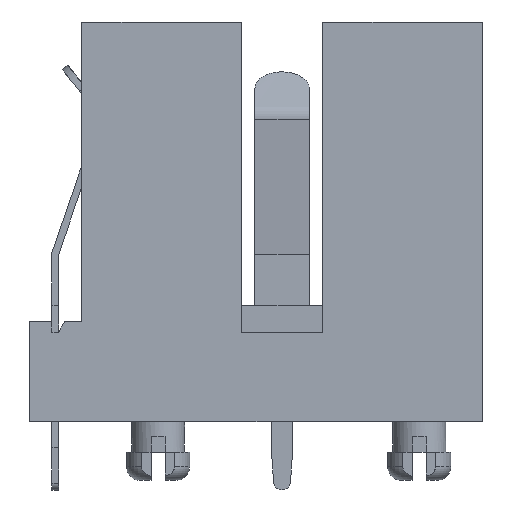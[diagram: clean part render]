
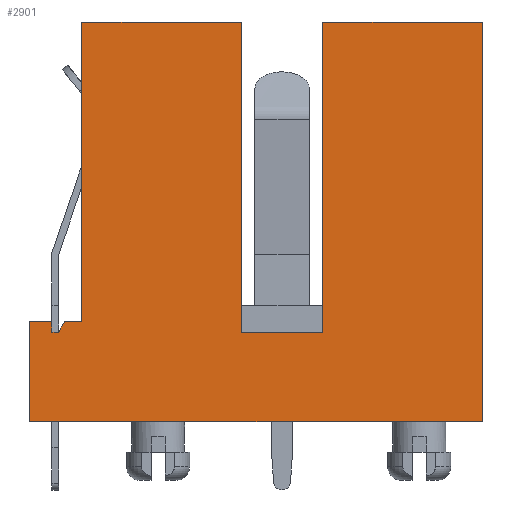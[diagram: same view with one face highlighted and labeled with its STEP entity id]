
A CAD part, front view. The second image highlights one B-rep face of the part: STEP entity #2901.
In plain terms, the highlighted planar face has unit normal (0, -1, 0).
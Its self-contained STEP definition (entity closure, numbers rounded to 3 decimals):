
#187=FACE_OUTER_BOUND($,#353,.T.);
#353=EDGE_LOOP($,(#2290,#2291,#2292,#2293,#2294,#2295,#2296,#2297,#2298,
#2299,#2300,#2301,#2302,#2303));
#507=LINE($,#4375,#839);
#513=LINE($,#4385,#845);
#514=LINE($,#4388,#846);
#522=LINE($,#4404,#854);
#529=LINE($,#4419,#861);
#533=LINE($,#4428,#865);
#536=LINE($,#4432,#868);
#539=LINE($,#4438,#871);
#552=LINE($,#4465,#884);
#555=LINE($,#4470,#887);
#579=LINE($,#4536,#911);
#586=LINE($,#4557,#918);
#588=LINE($,#4561,#920);
#595=LINE($,#4573,#927);
#839=VECTOR($,#3401,4.75);
#845=VECTOR($,#3411,18.11);
#846=VECTOR($,#3414,9.309);
#854=VECTOR($,#3424,17.475);
#861=VECTOR($,#3435,0.635);
#865=VECTOR($,#3441,0.733);
#868=VECTOR($,#3446,0.384);
#871=VECTOR($,#3451,1.295);
#884=VECTOR($,#3474,5.842);
#887=VECTOR($,#3479,1.002);
#911=VECTOR($,#3549,26.416);
#918=VECTOR($,#3568,18.11);
#920=VECTOR($,#3572,9.309);
#927=VECTOR($,#3581,23.317);
#1216=VERTEX_POINT($,#4372);
#1217=VERTEX_POINT($,#4374);
#1219=VERTEX_POINT($,#4383);
#1220=VERTEX_POINT($,#4387);
#1227=VERTEX_POINT($,#4402);
#1232=VERTEX_POINT($,#4416);
#1233=VERTEX_POINT($,#4418);
#1236=VERTEX_POINT($,#4425);
#1237=VERTEX_POINT($,#4427);
#1239=VERTEX_POINT($,#4436);
#1248=VERTEX_POINT($,#4463);
#1268=VERTEX_POINT($,#4534);
#1276=VERTEX_POINT($,#4556);
#1277=VERTEX_POINT($,#4560);
#1529=EDGE_CURVE($,#1217,#1216,#507,.T.);
#1535=EDGE_CURVE($,#1216,#1219,#513,.T.);
#1536=EDGE_CURVE($,#1219,#1220,#514,.T.);
#1544=EDGE_CURVE($,#1220,#1227,#522,.T.);
#1551=EDGE_CURVE($,#1233,#1232,#529,.T.);
#1555=EDGE_CURVE($,#1237,#1236,#533,.T.);
#1558=EDGE_CURVE($,#1236,#1233,#536,.T.);
#1561=EDGE_CURVE($,#1232,#1239,#539,.T.);
#1574=EDGE_CURVE($,#1239,#1248,#552,.T.);
#1577=EDGE_CURVE($,#1227,#1237,#555,.T.);
#1611=EDGE_CURVE($,#1268,#1248,#579,.T.);
#1621=EDGE_CURVE($,#1217,#1276,#586,.T.);
#1623=EDGE_CURVE($,#1276,#1277,#588,.T.);
#1630=EDGE_CURVE($,#1268,#1277,#595,.T.);
#2290=ORIENTED_EDGE($,*,*,#1611,.F.);
#2291=ORIENTED_EDGE($,*,*,#1630,.T.);
#2292=ORIENTED_EDGE($,*,*,#1623,.F.);
#2293=ORIENTED_EDGE($,*,*,#1621,.F.);
#2294=ORIENTED_EDGE($,*,*,#1529,.T.);
#2295=ORIENTED_EDGE($,*,*,#1535,.T.);
#2296=ORIENTED_EDGE($,*,*,#1536,.T.);
#2297=ORIENTED_EDGE($,*,*,#1544,.T.);
#2298=ORIENTED_EDGE($,*,*,#1577,.T.);
#2299=ORIENTED_EDGE($,*,*,#1555,.T.);
#2300=ORIENTED_EDGE($,*,*,#1558,.T.);
#2301=ORIENTED_EDGE($,*,*,#1551,.T.);
#2302=ORIENTED_EDGE($,*,*,#1561,.T.);
#2303=ORIENTED_EDGE($,*,*,#1574,.T.);
#2750=PLANE($,#3113);
#2901=ADVANCED_FACE($,(#187),#2750,.T.);
#3113=AXIS2_PLACEMENT_3D($,#4609,#3624,#3625);
#3401=DIRECTION($,(-1.,0.,0.));
#3411=DIRECTION($,(0.,0.,1.));
#3414=DIRECTION($,(-1.,0.,0.));
#3424=DIRECTION($,(0.,0.,-1.));
#3435=DIRECTION($,(0.,0.,1.));
#3441=DIRECTION($,(-0.5,0.,-0.866));
#3446=DIRECTION($,(-1.,0.,0.));
#3451=DIRECTION($,(-1.,0.,0.));
#3474=DIRECTION($,(0.,0.,-1.));
#3479=DIRECTION($,(-1.,0.,0.));
#3549=DIRECTION($,(-1.,0.,0.));
#3568=DIRECTION($,(0.,0.,1.));
#3572=DIRECTION($,(1.,0.,0.));
#3581=DIRECTION($,(0.,0.,1.));
#3624=DIRECTION('center_axis',(0.,-1.,0.));
#3625=DIRECTION('ref_axis',(1.,0.,0.));
#4372=CARTESIAN_POINT('',(-2.37,-2.713,5.207));
#4374=CARTESIAN_POINT('',(2.38,-2.713,5.207));
#4375=CARTESIAN_POINT($,(4.767,-2.713,5.207));
#4383=CARTESIAN_POINT('',(-2.37,-2.713,23.317));
#4385=CARTESIAN_POINT($,(-2.37,-2.713,0.));
#4387=CARTESIAN_POINT('',(-11.679,-2.713,23.317));
#4388=CARTESIAN_POINT($,(-2.37,-2.713,23.317));
#4402=CARTESIAN_POINT('',(-11.679,-2.713,5.842));
#4404=CARTESIAN_POINT($,(-11.679,-2.713,23.317));
#4416=CARTESIAN_POINT('',(-13.432,-2.713,5.842));
#4418=CARTESIAN_POINT('',(-13.432,-2.713,5.207));
#4419=CARTESIAN_POINT($,(-13.432,-2.713,4.381));
#4425=CARTESIAN_POINT('',(-13.048,-2.713,5.207));
#4427=CARTESIAN_POINT('',(-12.681,-2.713,5.842));
#4428=CARTESIAN_POINT($,(-13.562,-2.713,4.316));
#4432=CARTESIAN_POINT($,(-13.317,-2.713,5.207));
#4436=CARTESIAN_POINT('',(-14.727,-2.713,5.842));
#4438=CARTESIAN_POINT($,(-11.679,-2.713,5.842));
#4463=CARTESIAN_POINT('',(-14.727,-2.713,0.));
#4465=CARTESIAN_POINT($,(-14.727,-2.713,5.842));
#4470=CARTESIAN_POINT($,(-11.679,-2.713,5.842));
#4534=CARTESIAN_POINT('',(11.689,-2.713,0.));
#4536=CARTESIAN_POINT($,(11.689,-2.713,0.));
#4556=CARTESIAN_POINT('',(2.38,-2.713,23.317));
#4557=CARTESIAN_POINT($,(2.38,-2.713,0.));
#4560=CARTESIAN_POINT('',(11.689,-2.713,23.317));
#4561=CARTESIAN_POINT($,(2.38,-2.713,23.317));
#4573=CARTESIAN_POINT($,(11.689,-2.713,0.));
#4609=CARTESIAN_POINT('Origin',(8.228,-2.713,5.944));
